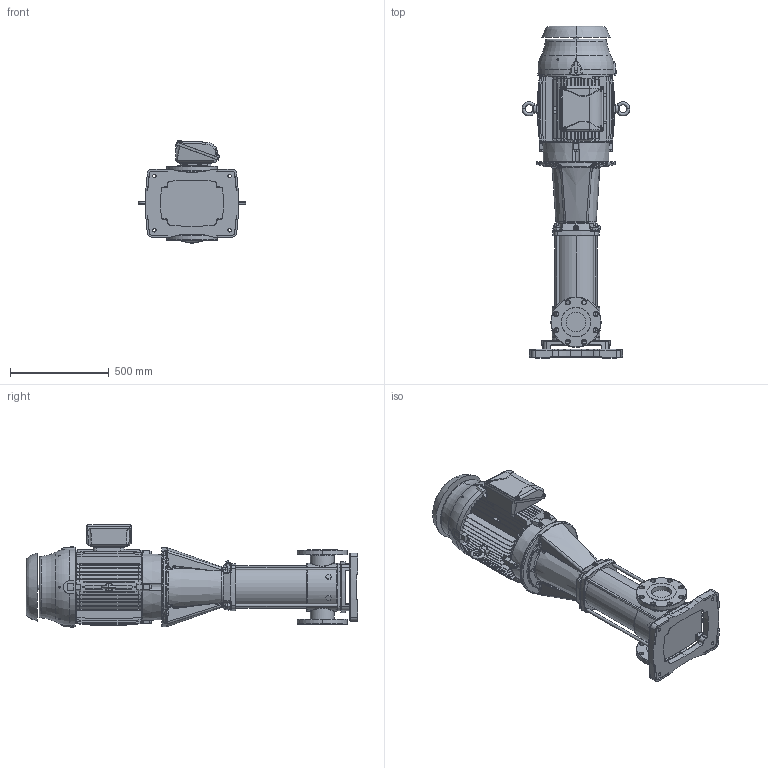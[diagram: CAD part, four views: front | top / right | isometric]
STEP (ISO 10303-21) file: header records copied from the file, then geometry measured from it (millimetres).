
FILE_DESCRIPTION (( 'STEP AP203' ), '1' );
FILE_NAME ('3303168 - MVI-750-2_2-40 HP-324TSC-304-E-230_460~3.step', '2022-03-30T20:22:46', ( '' ), ( '' ), 'SwSTEP 2.0', 'SolidWorks 2021', '' );
FILE_SCHEMA (( 'CONFIG_CONTROL_DESIGN' ));
Length unit declared in the file: inch
Products named in the file (5): 3303168 - MVI-750-2_2-40 HP-324TSC-304-E-230_460~3; 2704072 - NEMA V2 40HP 324_6TSC 230_460~3 TEFC; TEFC MOTOR_2704072 - NEMA V2 40HP 324_6TSC 230_460~3 TEFC; 3304168 - MVI-750-2_2-40 HP-324TSC-304-E-S; MVI PEO - [304-EPDM]_3304168 - MVI-750-2_2-40 HP-324TSC-304-E-S
Assembly tree (4 placements, depth 3):
  3303168 - MVI-750-2_2-40 HP-324TSC-304-E-230_460~3
    MVI PEO - [304-EPDM]_3304168 - MVI-750-2_2-40 HP-324TSC-304-E-S
      3304168 - MVI-750-2_2-40 HP-324TSC-304-E-S
    TEFC MOTOR_2704072 - NEMA V2 40HP 324_6TSC 230_460~3 TEFC
      2704072 - NEMA V2 40HP 324_6TSC 230_460~3 TEFC
Bounding box: 546 x 1679.6 x 525.98 mm (x, y, z)
Volume: 119303135 mm3; surface area: 4079597 mm2
Topology: 2 solids, 15 shells, 2952 faces, 7814 edges, 4972 vertices
Faces by surface type: cylinder 1029, plane 949, bspline 388, cone 317, torus 243, sphere 26
Entity records: 131701 total; most frequent: CARTESIAN_POINT 61614, ORIENTED_EDGE 15494, DIRECTION 13488, EDGE_CURVE 7747, AXIS2_PLACEMENT_3D 5401, VERTEX_POINT 4968, EDGE_LOOP 3169, ADVANCED_FACE 2950
